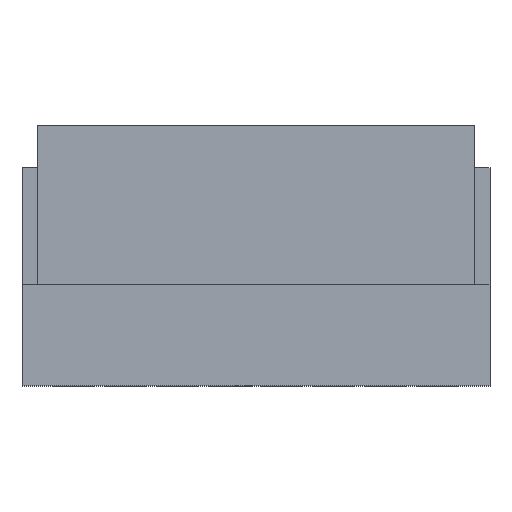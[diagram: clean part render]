
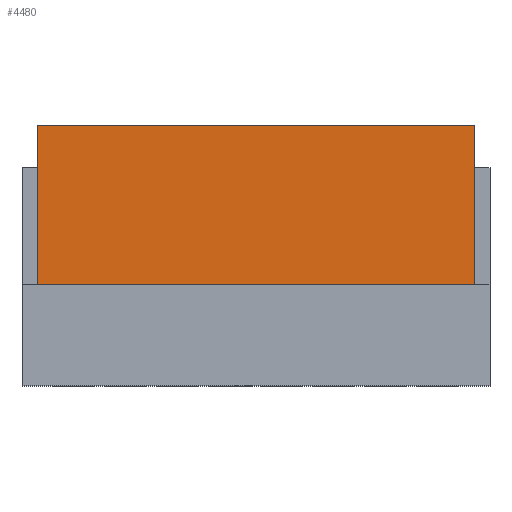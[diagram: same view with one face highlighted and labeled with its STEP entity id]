
A CAD part, front view. The second image highlights one B-rep face of the part: STEP entity #4480.
In plain terms, the highlighted planar face has unit normal (0, -1, 0).
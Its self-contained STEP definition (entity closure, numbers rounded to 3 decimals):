
#4047 = CARTESIAN_POINT ( 'NONE',  ( -4.2, -3.55, 3.9 ) ) ;
#4187 = DIRECTION ( 'NONE',  ( 0., 0., -1. ) ) ;
#4188 = VECTOR ( 'NONE', #4187, 1000. ) ;
#4189 = CARTESIAN_POINT ( 'NONE',  ( 4.2, -3.55, 3.9 ) ) ;
#4190 = LINE ( 'NONE', #4189, #4188 ) ;
#4192 = CARTESIAN_POINT ( 'NONE',  ( 4.2, -3.55, 0.85 ) ) ;
#4193 = PLANE ( 'NONE',  #4249 ) ;
#4208 = FACE_OUTER_BOUND ( 'NONE', #4481, .T. ) ;
#4209 = DIRECTION ( 'NONE',  ( -1., 0., 0. ) ) ;
#4210 = VECTOR ( 'NONE', #4209, 1000. ) ;
#4211 = CARTESIAN_POINT ( 'NONE',  ( 4.5, -3.55, 0.85 ) ) ;
#4212 = LINE ( 'NONE', #4211, #4210 ) ;
#4241 = CARTESIAN_POINT ( 'NONE',  ( -4.2, -3.55, 0.85 ) ) ;
#4242 = DIRECTION ( 'NONE',  ( 0., 0., -1. ) ) ;
#4243 = VECTOR ( 'NONE', #4242, 1000. ) ;
#4244 = CARTESIAN_POINT ( 'NONE',  ( -4.2, -3.55, 3.9 ) ) ;
#4245 = LINE ( 'NONE', #4244, #4243 ) ;
#4246 = DIRECTION ( 'NONE',  ( 0., 0., 1. ) ) ;
#4247 = DIRECTION ( 'NONE',  ( 0., 1., 0. ) ) ;
#4248 = CARTESIAN_POINT ( 'NONE',  ( 4.5, -3.55, 0.85 ) ) ;
#4249 = AXIS2_PLACEMENT_3D ( 'NONE', #4248, #4247, #4246 ) ;
#4280 = CARTESIAN_POINT ( 'NONE',  ( 4.2, -3.55, 3.9 ) ) ;
#4281 = DIRECTION ( 'NONE',  ( -1., 0., 0. ) ) ;
#4282 = VECTOR ( 'NONE', #4281, 1000. ) ;
#4283 = CARTESIAN_POINT ( 'NONE',  ( 4.5, -3.55, 3.9 ) ) ;
#4284 = LINE ( 'NONE', #4283, #4282 ) ;
#4432 = VERTEX_POINT ( 'NONE', #4047 ) ;
#4468 = VERTEX_POINT ( 'NONE', #4192 ) ;
#4469 = ORIENTED_EDGE ( 'NONE', *, *, #4470, .F. ) ;
#4470 = EDGE_CURVE ( 'NONE', #4490, #4468, #4190, .T. ) ;
#4478 = ORIENTED_EDGE ( 'NONE', *, *, #4479, .F. ) ;
#4479 = EDGE_CURVE ( 'NONE', #4468, #4485, #4212, .T. ) ;
#4480 = ADVANCED_FACE ( 'NONE', ( #4208 ), #4193, .F. ) ;
#4481 = EDGE_LOOP ( 'NONE', ( #4482, #4484, #4478, #4469 ) ) ;
#4482 = ORIENTED_EDGE ( 'NONE', *, *, #4489, .T. ) ;
#4483 = EDGE_CURVE ( 'NONE', #4432, #4485, #4245, .T. ) ;
#4484 = ORIENTED_EDGE ( 'NONE', *, *, #4483, .T. ) ;
#4485 = VERTEX_POINT ( 'NONE', #4241 ) ;
#4489 = EDGE_CURVE ( 'NONE', #4490, #4432, #4284, .T. ) ;
#4490 = VERTEX_POINT ( 'NONE', #4280 ) ;
